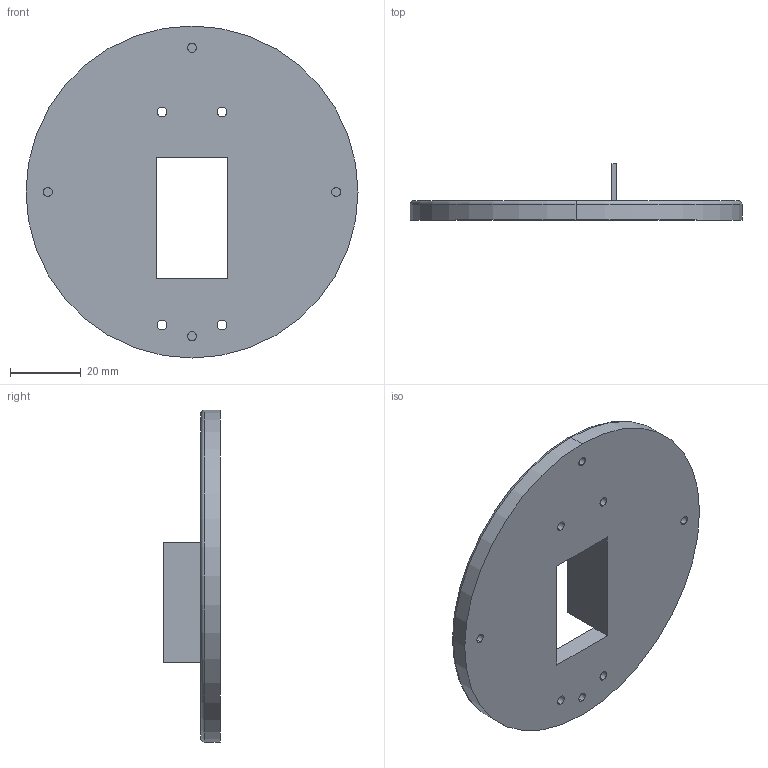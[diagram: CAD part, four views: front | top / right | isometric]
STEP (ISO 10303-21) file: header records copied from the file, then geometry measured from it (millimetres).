
FILE_DESCRIPTION (( 'STEP AP214' ), '1' );
FILE_NAME ('upper_neck_mounting_plate_v3.STEP', '2024-08-12T20:20:15', ( '' ), ( '' ), 'SwSTEP 2.0', 'SolidWorks 2018', '' );
FILE_SCHEMA (( 'AUTOMOTIVE_DESIGN' ));
Length unit declared in the file: millimetre
Products named in the file (1): upper_neck_mounting_plate_v3
Bounding box: 94.1 x 16.05 x 94.1 mm (x, y, z)
Volume: 34621.4 mm3; surface area: 15651.6 mm2
Topology: 1 solids, 1 shells, 34 faces, 82 edges, 54 vertices
Faces by surface type: cylinder 18, plane 14, torus 2
Entity records: 1064 total; most frequent: DIRECTION 192, CARTESIAN_POINT 171, ORIENTED_EDGE 164, EDGE_CURVE 82, AXIS2_PLACEMENT_3D 75, VERTEX_POINT 54, EDGE_LOOP 48, VECTOR 42
